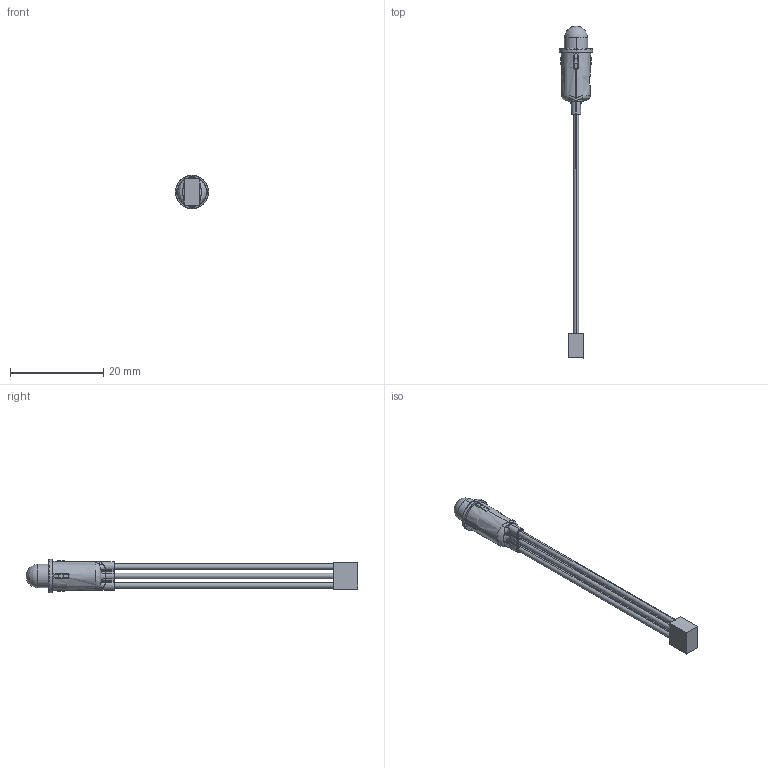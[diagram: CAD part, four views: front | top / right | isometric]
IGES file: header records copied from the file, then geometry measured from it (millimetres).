
Start section: SolidWorks IGES file using analytic representation for surfaces
Global section: file name: PM53-XXWXX.XCC.IGS; native system: SolidWorks 2013; preprocessor: SolidWorks 2013; author: mdoan; date: 130917.082112; units: inch
Bounding box: 7.11 x 71.25 x 7.11 mm (x, y, z)
Surface area: 1497.1 mm2 (no closed solid volume)
Topology: 0 solids, 0 shells, 231 faces, 2152 edges, 2147 vertices
Faces by surface type: bspline 154, revolution 77
